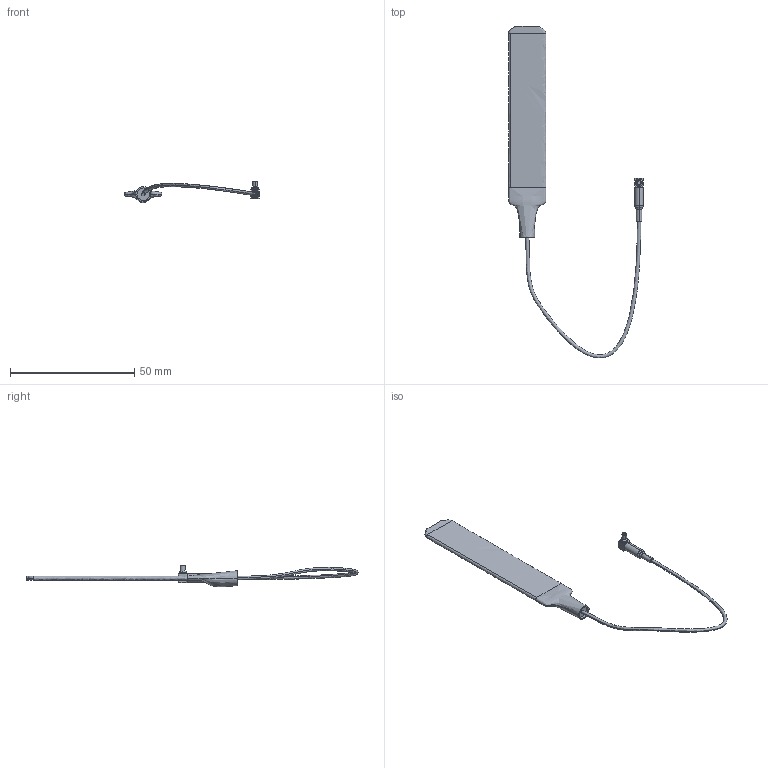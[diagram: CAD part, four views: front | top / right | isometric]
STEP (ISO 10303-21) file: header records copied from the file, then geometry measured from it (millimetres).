
FILE_DESCRIPTION (( 'STEP AP214' ), '1' );
FILE_NAME ('DJI - Lightbridge 2 - Antenna.STEP', '2019-02-23T23:07:46', ( '' ), ( '' ), 'SwSTEP 2.0', 'SolidWorks 2018', '' );
FILE_SCHEMA (( 'AUTOMOTIVE_DESIGN' ));
Length unit declared in the file: millimetre
Products named in the file (4): Ceble^DJI - Lightbridge 2 - Antenna; MMCX - Plug - 90deg Angle (Male)^DJI - Lightbridge 2 - Antenna; Antenna^DJI - Lightbridge 2 - Antenna; DJI - Lightbridge 2 - Antenna
Assembly tree (3 placements, depth 2):
  DJI - Lightbridge 2 - Antenna
    Antenna^DJI - Lightbridge 2 - Antenna
    Ceble^DJI - Lightbridge 2 - Antenna
    MMCX - Plug - 90deg Angle (Male)^DJI - Lightbridge 2 - Antenna
Bounding box: 54.25 x 133.5 x 8.76 mm (x, y, z)
Volume: 2442.4 mm3; surface area: 3635.7 mm2
Topology: 6 solids, 6 shells, 283 faces, 597 edges, 336 vertices
Faces by surface type: bspline 152, cylinder 70, plane 36, torus 14, cone 11
Entity records: 17944 total; most frequent: CARTESIAN_POINT 13310, ORIENTED_EDGE 1194, DIRECTION 615, EDGE_CURVE 597, VERTEX_POINT 336, EDGE_LOOP 295, FACE_OUTER_BOUND 283, ADVANCED_FACE 283
